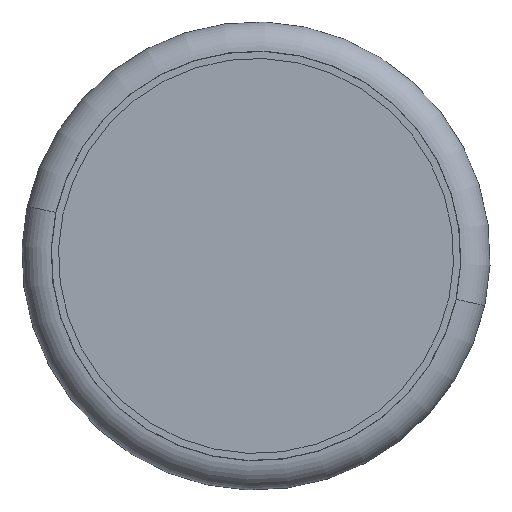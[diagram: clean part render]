
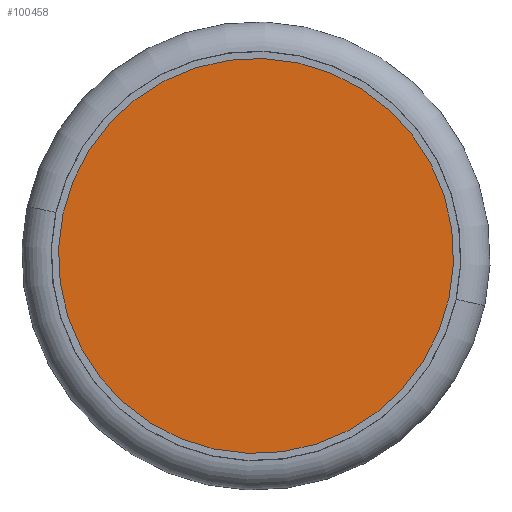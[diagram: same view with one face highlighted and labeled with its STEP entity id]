
A CAD part, top view. The second image highlights one B-rep face of the part: STEP entity #100458.
In plain terms, the highlighted planar face has unit normal (0, 0, 1).
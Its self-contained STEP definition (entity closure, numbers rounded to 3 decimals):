
#7823 = FACE_OUTER_BOUND ( 'NONE', #97564, .T. ) ;
#8467 = CIRCLE ( 'NONE', #91516, 42.862 ) ;
#9007 = AXIS2_PLACEMENT_3D ( 'NONE', #14910, #75314, #106513 ) ;
#12421 = CARTESIAN_POINT ( 'NONE',  ( 9.088, 41.888, 131.099 ) ) ;
#14910 = CARTESIAN_POINT ( 'NONE',  ( 0., 0., 131.099 ) ) ;
#16936 = PLANE ( 'NONE',  #20390 ) ;
#17068 = CARTESIAN_POINT ( 'NONE',  ( -9.088, -41.888, 131.099 ) ) ;
#20390 = AXIS2_PLACEMENT_3D ( 'NONE', #56580, #55933, #67604 ) ;
#21443 = CIRCLE ( 'NONE', #9007, 42.862 ) ;
#23631 = EDGE_CURVE ( 'Defeatured_0_1984+Defeatured_0_1983+Defeatured_0_1983+Defeatured_0_1983', #89474, #27865, #8467, .T. ) ;
#27865 = VERTEX_POINT ( 'NONE', #17068 ) ;
#28769 = DIRECTION ( 'NONE',  ( 0.212, 0.977, 0. ) ) ;
#50245 = EDGE_CURVE ( 'Defeatured_0_1984+Defeatured_0_1983+Defeatured_0_1983+Defeatured_0_1983', #27865, #89474, #21443, .T. ) ;
#55933 = DIRECTION ( 'NONE',  ( 0., 0., 1. ) ) ;
#56580 = CARTESIAN_POINT ( 'NONE',  ( 58.15, 37.417, 131.099 ) ) ;
#67604 = DIRECTION ( 'NONE',  ( -0.977, 0.212, 0. ) ) ;
#69696 = CARTESIAN_POINT ( 'NONE',  ( 0., 0., 131.099 ) ) ;
#75314 = DIRECTION ( 'NONE',  ( 0., 0., 1. ) ) ;
#87805 = ORIENTED_EDGE ( 'NONE', *, *, #23631, .T. ) ;
#89474 = VERTEX_POINT ( 'NONE', #12421 ) ;
#91516 = AXIS2_PLACEMENT_3D ( 'NONE', #69696, #117813, #28769 ) ;
#93574 = ORIENTED_EDGE ( 'NONE', *, *, #50245, .T. ) ;
#97564 = EDGE_LOOP ( 'NONE', ( #87805, #93574 ) ) ;
#100458 = ADVANCED_FACE ( 'Defeatured_0_1984', ( #7823 ), #16936, .T. ) ;
#106513 = DIRECTION ( 'NONE',  ( 0.212, 0.977, 0. ) ) ;
#117813 = DIRECTION ( 'NONE',  ( 0., 0., 1. ) ) ;
